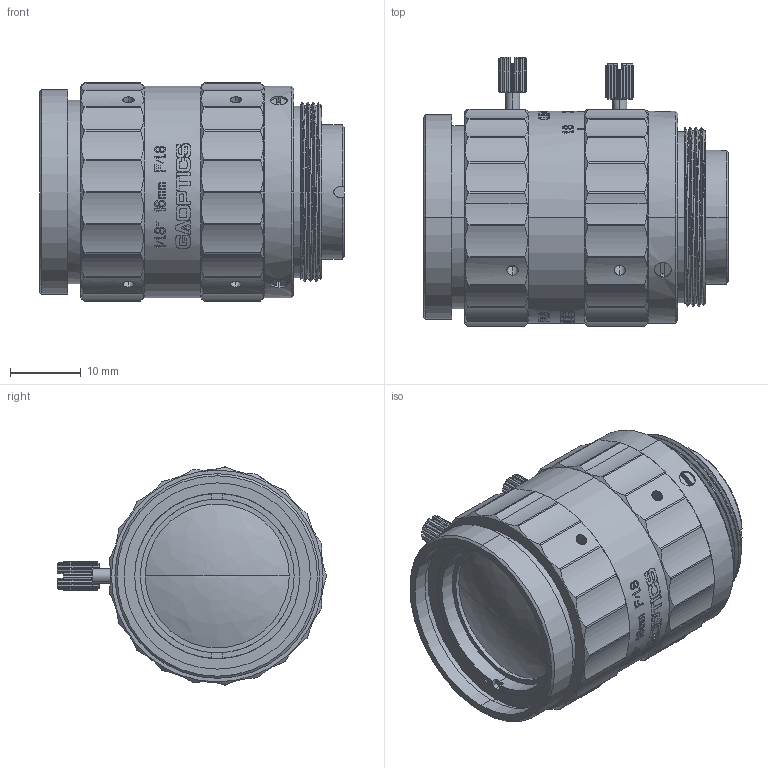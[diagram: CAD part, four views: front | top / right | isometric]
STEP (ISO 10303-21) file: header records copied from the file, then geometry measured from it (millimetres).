
FILE_DESCRIPTION (( 'STEP AP203' ), '1' );
FILE_NAME ('600039.STEP', '2021-08-06T07:14:17', ( '' ), ( '' ), 'SwSTEP 2.0', 'SolidWorks 2020', '' );
FILE_SCHEMA (( 'CONFIG_CONTROL_DESIGN' ));
Products named in the file (1): 600039
Bounding box: 43.18 x 38.15 x 30.91 mm (x, y, z)
Volume: 24941 mm3; surface area: 10790.8 mm2
Topology: 2 solids, 8 shells, 1681 faces, 4718 edges, 3143 vertices
Faces by surface type: bspline 750, plane 551, cylinder 339, cone 41
Entity records: 76123 total; most frequent: CARTESIAN_POINT 38140, ORIENTED_EDGE 9416, DIRECTION 5328, EDGE_CURVE 4708, VERTEX_POINT 3143, VECTOR 1994, LINE 1994, B_SPLINE_CURVE_WITH_KNOTS 1975
